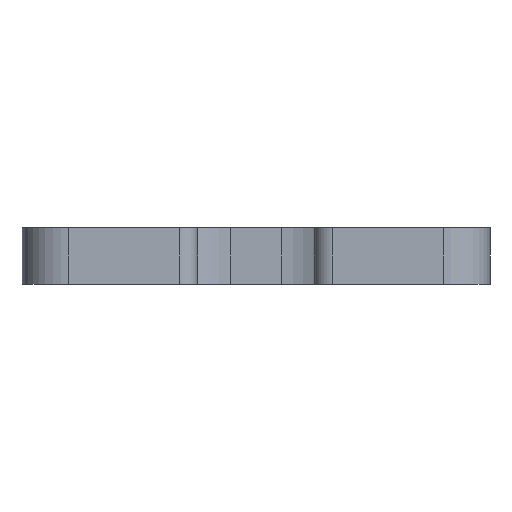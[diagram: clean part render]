
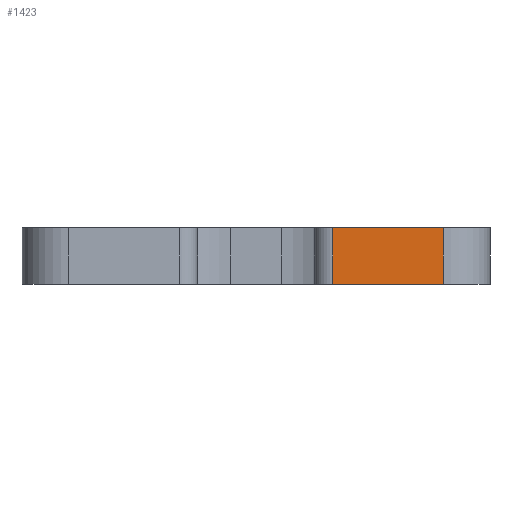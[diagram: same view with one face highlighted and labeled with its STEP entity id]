
A CAD part, front view. The second image highlights one B-rep face of the part: STEP entity #1423.
In plain terms, the highlighted planar face has unit normal (0, -1, 0).
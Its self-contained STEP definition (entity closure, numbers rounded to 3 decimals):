
#23=PLANE('',#1525);
#67=FACE_OUTER_BOUND('',#142,.T.);
#142=EDGE_LOOP('',(#972,#973,#974,#975));
#225=LINE('',#2161,#370);
#226=LINE('',#2165,#371);
#227=LINE('',#2167,#372);
#228=LINE('',#2168,#373);
#370=VECTOR('',#1711,1000.);
#371=VECTOR('',#1716,10.);
#372=VECTOR('',#1717,1000.);
#373=VECTOR('',#1718,10.);
#595=VERTEX_POINT('',#2158);
#596=VERTEX_POINT('',#2160);
#597=VERTEX_POINT('',#2164);
#598=VERTEX_POINT('',#2166);
#746=EDGE_CURVE('',#596,#595,#225,.T.);
#748=EDGE_CURVE('',#595,#597,#226,.F.);
#749=EDGE_CURVE('',#598,#597,#227,.T.);
#750=EDGE_CURVE('',#596,#598,#228,.F.);
#972=ORIENTED_EDGE('',*,*,#746,.T.);
#973=ORIENTED_EDGE('',*,*,#748,.T.);
#974=ORIENTED_EDGE('',*,*,#749,.F.);
#975=ORIENTED_EDGE('',*,*,#750,.F.);
#1423=ADVANCED_FACE('',(#67),#23,.F.);
#1525=AXIS2_PLACEMENT_3D('',#2163,#1714,#1715);
#1711=DIRECTION('',(0.,0.,-1.));
#1714=DIRECTION('center_axis',(0.,1.,0.));
#1715=DIRECTION('ref_axis',(-1.,0.,0.));
#1716=DIRECTION('',(-1.,0.,0.));
#1717=DIRECTION('',(0.,0.,-1.));
#1718=DIRECTION('',(-1.,0.,0.));
#2158=CARTESIAN_POINT('',(3.287,-10.,-2.4));
#2160=CARTESIAN_POINT('',(3.287,-10.,0.));
#2161=CARTESIAN_POINT('',(3.287,-10.,152.4));
#2163=CARTESIAN_POINT('Origin',(0.,-10.,152.4));
#2164=CARTESIAN_POINT('',(8.,-10.,-2.4));
#2165=CARTESIAN_POINT('',(0.,-10.,-2.4));
#2166=CARTESIAN_POINT('',(8.,-10.,0.));
#2167=CARTESIAN_POINT('',(8.,-10.,152.4));
#2168=CARTESIAN_POINT('',(0.,-10.,0.));
